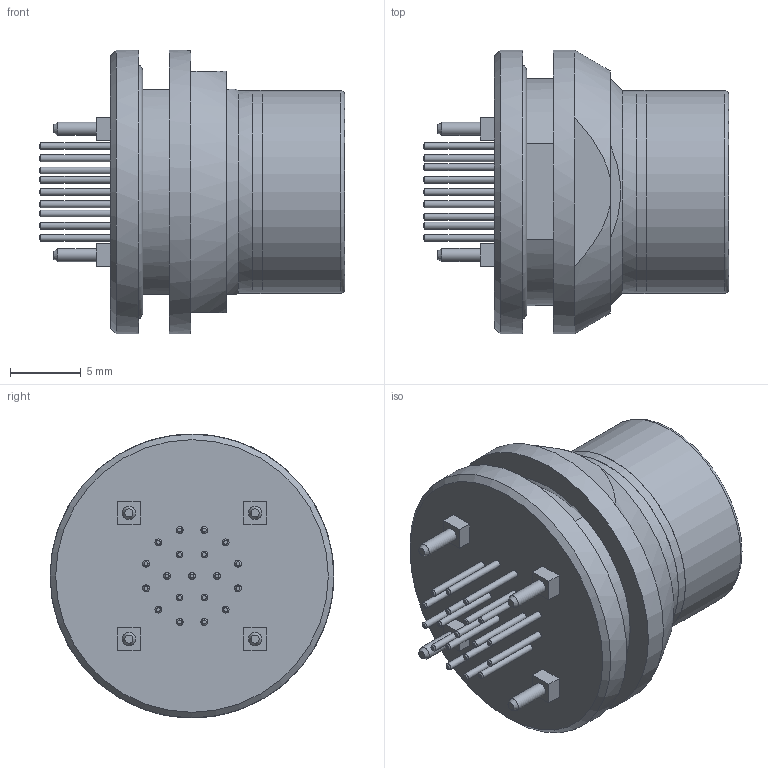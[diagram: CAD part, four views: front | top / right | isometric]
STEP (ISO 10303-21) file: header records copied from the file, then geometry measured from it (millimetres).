
FILE_DESCRIPTION(/* description */ (''),/* implementation_level */ '2;1');
FILE_NAME(/* name */ 'HEZ.2F.319.ZZNP.stp',/* time_stamp */ '2019-06-21T11:41:30+02:00',/* author */ ('tcit'),/* organization */ ('LEMO.SA'),/* preprocessor_version */ 'ST-DEVELOPER v16.13',/* originating_system */ 'Autodesk Inventor 2018',/* authorisation */ '');
FILE_SCHEMA (('AUTOMOTIVE_DESIGN { 1 0 10303 214 3 1 1 }'));
Length unit declared in the file: millimetre
Products named in the file (3): HEZ.2F.319.ZZNP; HEZ.2F.319.ZZNP_1; GEC.2F.240.RZ
Assembly tree (2 placements, depth 2):
  HEZ.2F.319.ZZNP
    HEZ.2F.319.ZZNP_1
    GEC.2F.240.RZ
Bounding box: 21.5 x 20 x 20 mm (x, y, z)
Volume: 3608 mm3; surface area: 2394.5 mm2
Topology: 2 solids, 2 shells, 126 faces, 265 edges, 176 vertices
Faces by surface type: plane 61, cylinder 33, cone 29, torus 3
Full cylindrical faces by diameter (mm): 0.48 x19, 0.92 x4, 14.1 x2, 14.3 x3, 15 x1, 16 x1, 18.6 x1, 20 x2
Entity records: 3029 total; most frequent: DIRECTION 526, CARTESIAN_POINT 455, ORIENTED_EDGE 336, AXIS2_PLACEMENT_3D 234, EDGE_LOOP 224, EDGE_CURVE 168, VERTEX_POINT 142, FACE_OUTER_BOUND 126
